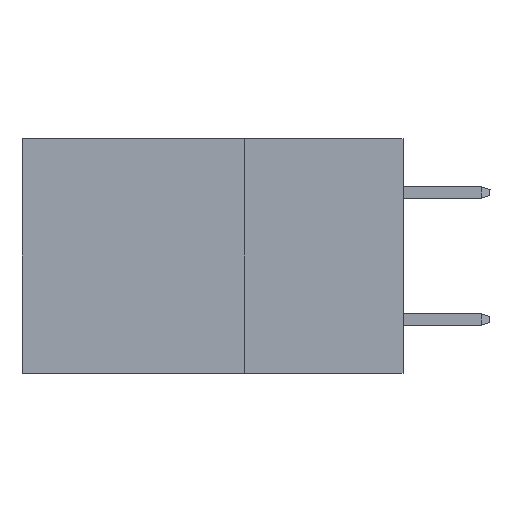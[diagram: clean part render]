
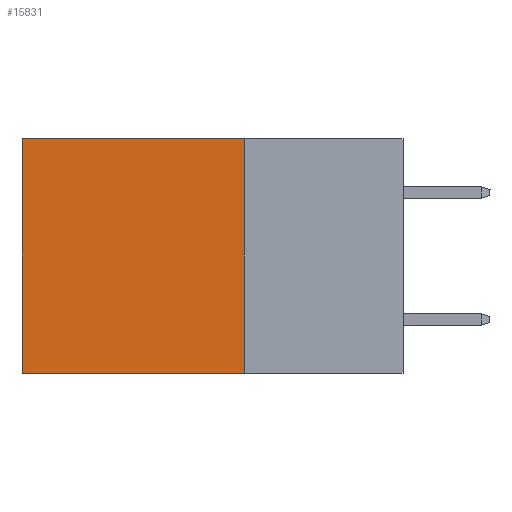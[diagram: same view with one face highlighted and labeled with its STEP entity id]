
A CAD part, left-side view. The second image highlights one B-rep face of the part: STEP entity #15831.
In plain terms, the highlighted planar face has unit normal (-1, 0, 0).
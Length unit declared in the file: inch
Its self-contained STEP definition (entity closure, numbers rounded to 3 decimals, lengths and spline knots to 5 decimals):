
#700 = AXIS2_PLACEMENT_3D ( 'NONE', #28428, #34653, #11358 ) ;
#2309 = CARTESIAN_POINT ( 'NONE',  ( 0.2875, 0.25, -0.37 ) ) ;
#2486 = PLANE ( 'NONE',  #700 ) ;
#3032 = VERTEX_POINT ( 'NONE', #28471 ) ;
#5411 = DIRECTION ( 'NONE',  ( 0., 0., -1. ) ) ;
#6095 = EDGE_CURVE ( 'NONE', #27995, #10611, #18774, .T. ) ;
#7262 = CARTESIAN_POINT ( 'NONE',  ( 0.2875, 0.25, 0. ) ) ;
#8191 = ORIENTED_EDGE ( 'NONE', *, *, #28135, .F. ) ;
#9305 = EDGE_CURVE ( 'NONE', #3032, #10611, #19896, .T. ) ;
#10611 = VERTEX_POINT ( 'NONE', #37089 ) ;
#11358 = DIRECTION ( 'NONE',  ( 0., 0., -1. ) ) ;
#13134 = ORIENTED_EDGE ( 'NONE', *, *, #31136, .T. ) ;
#13693 = FACE_OUTER_BOUND ( 'NONE', #37701, .T. ) ;
#15231 = VECTOR ( 'NONE', #36917, 39.37008 ) ;
#15831 = ADVANCED_FACE ( 'NONE', ( #13693 ), #2486, .F. ) ;
#18774 = LINE ( 'NONE', #24412, #37069 ) ;
#19896 = LINE ( 'NONE', #31549, #28765 ) ;
#22008 = ORIENTED_EDGE ( 'NONE', *, *, #6095, .F. ) ;
#23043 = ORIENTED_EDGE ( 'NONE', *, *, #9305, .T. ) ;
#23395 = DIRECTION ( 'NONE',  ( 0., 0., -1. ) ) ;
#24093 = LINE ( 'NONE', #36320, #25759 ) ;
#24412 = CARTESIAN_POINT ( 'NONE',  ( 0.2875, 0.25, -0.37 ) ) ;
#24648 = CARTESIAN_POINT ( 'NONE',  ( 0.2875, 0.25, 0. ) ) ;
#25759 = VECTOR ( 'NONE', #23395, 39.37008 ) ;
#27995 = VERTEX_POINT ( 'NONE', #2309 ) ;
#28135 = EDGE_CURVE ( 'NONE', #31711, #27995, #24093, .T. ) ;
#28428 = CARTESIAN_POINT ( 'NONE',  ( 0.2875, 0.25, 0. ) ) ;
#28471 = CARTESIAN_POINT ( 'NONE',  ( 0.2875, 0.6, 0. ) ) ;
#28765 = VECTOR ( 'NONE', #5411, 39.37008 ) ;
#31063 = LINE ( 'NONE', #7262, #15231 ) ;
#31136 = EDGE_CURVE ( 'NONE', #31711, #3032, #31063, .T. ) ;
#31549 = CARTESIAN_POINT ( 'NONE',  ( 0.2875, 0.6, 0. ) ) ;
#31711 = VERTEX_POINT ( 'NONE', #24648 ) ;
#34653 = DIRECTION ( 'NONE',  ( 1., 0., 0. ) ) ;
#36260 = DIRECTION ( 'NONE',  ( 0., 1., 0. ) ) ;
#36320 = CARTESIAN_POINT ( 'NONE',  ( 0.2875, 0.25, 0. ) ) ;
#36917 = DIRECTION ( 'NONE',  ( 0., 1., 0. ) ) ;
#37069 = VECTOR ( 'NONE', #36260, 39.37008 ) ;
#37089 = CARTESIAN_POINT ( 'NONE',  ( 0.2875, 0.6, -0.37 ) ) ;
#37701 = EDGE_LOOP ( 'NONE', ( #23043, #22008, #8191, #13134 ) ) ;
